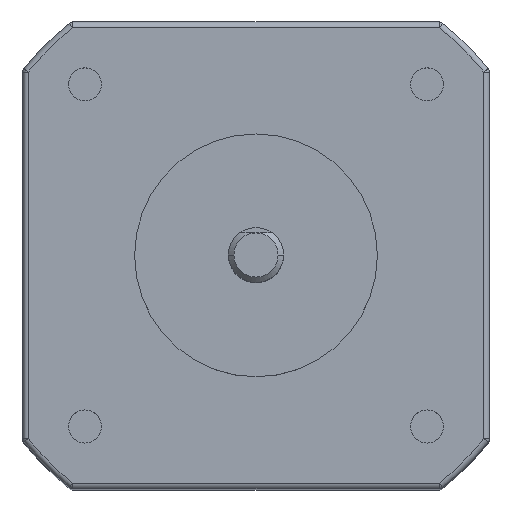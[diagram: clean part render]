
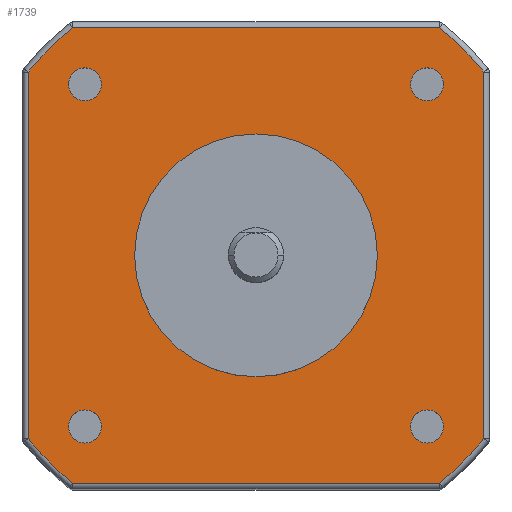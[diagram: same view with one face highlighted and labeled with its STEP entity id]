
A CAD part, top view. The second image highlights one B-rep face of the part: STEP entity #1739.
In plain terms, the highlighted planar face has unit normal (0, 0, 1).
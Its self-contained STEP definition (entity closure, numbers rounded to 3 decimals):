
#22=DIRECTION('',(-1.,0.,0.));
#23=VECTOR('',#22,33.216);
#24=CARTESIAN_POINT('',(16.608,-20.65,62.8));
#25=LINE('',#24,#23);
#65=DIRECTION('',(0.,1.,0.));
#66=VECTOR('',#65,33.216);
#67=CARTESIAN_POINT('',(-20.65,-16.608,62.8));
#68=LINE('',#67,#66);
#371=DIRECTION('',(0.,-1.,0.));
#372=VECTOR('',#371,33.216);
#373=CARTESIAN_POINT('',(20.65,16.608,62.8));
#374=LINE('',#373,#372);
#447=DIRECTION('',(1.,0.,0.));
#448=VECTOR('',#447,33.216);
#449=CARTESIAN_POINT('',(-16.608,20.65,62.8));
#450=LINE('',#449,#448);
#451=CARTESIAN_POINT('',(0.,0.,62.8));
#452=DIRECTION('',(0.,0.,1.));
#453=DIRECTION('',(-0.779,-0.627,0.));
#454=AXIS2_PLACEMENT_3D('',#451,#452,#453);
#456=CARTESIAN_POINT('',(0.,0.,62.8));
#457=DIRECTION('',(0.,0.,1.));
#458=DIRECTION('',(-0.627,0.779,0.));
#459=AXIS2_PLACEMENT_3D('',#456,#457,#458);
#461=CARTESIAN_POINT('',(0.,0.,62.8));
#462=DIRECTION('',(0.,0.,1.));
#463=DIRECTION('',(0.779,0.627,0.));
#464=AXIS2_PLACEMENT_3D('',#461,#462,#463);
#466=CARTESIAN_POINT('',(0.,0.,62.8));
#467=DIRECTION('',(0.,0.,1.));
#468=DIRECTION('',(0.627,-0.779,0.));
#469=AXIS2_PLACEMENT_3D('',#466,#467,#468);
#471=CARTESIAN_POINT('',(-15.5,15.5,62.8));
#472=DIRECTION('',(0.,0.,-1.));
#473=DIRECTION('',(-1.,0.,0.));
#474=AXIS2_PLACEMENT_3D('',#471,#472,#473);
#476=CARTESIAN_POINT('',(-15.5,15.5,62.8));
#477=DIRECTION('',(0.,0.,-1.));
#478=DIRECTION('',(1.,0.,0.));
#479=AXIS2_PLACEMENT_3D('',#476,#477,#478);
#481=CARTESIAN_POINT('',(-15.5,-15.5,62.8));
#482=DIRECTION('',(0.,0.,-1.));
#483=DIRECTION('',(-1.,0.,0.));
#484=AXIS2_PLACEMENT_3D('',#481,#482,#483);
#486=CARTESIAN_POINT('',(-15.5,-15.5,62.8));
#487=DIRECTION('',(0.,0.,-1.));
#488=DIRECTION('',(1.,0.,0.));
#489=AXIS2_PLACEMENT_3D('',#486,#487,#488);
#491=CARTESIAN_POINT('',(15.5,-15.5,62.8));
#492=DIRECTION('',(0.,0.,-1.));
#493=DIRECTION('',(-1.,0.,0.));
#494=AXIS2_PLACEMENT_3D('',#491,#492,#493);
#496=CARTESIAN_POINT('',(15.5,-15.5,62.8));
#497=DIRECTION('',(0.,0.,-1.));
#498=DIRECTION('',(1.,0.,0.));
#499=AXIS2_PLACEMENT_3D('',#496,#497,#498);
#501=CARTESIAN_POINT('',(15.5,15.5,62.8));
#502=DIRECTION('',(0.,0.,-1.));
#503=DIRECTION('',(-1.,0.,0.));
#504=AXIS2_PLACEMENT_3D('',#501,#502,#503);
#506=CARTESIAN_POINT('',(15.5,15.5,62.8));
#507=DIRECTION('',(0.,0.,-1.));
#508=DIRECTION('',(1.,0.,0.));
#509=AXIS2_PLACEMENT_3D('',#506,#507,#508);
#511=CARTESIAN_POINT('',(0.,0.,62.8));
#512=DIRECTION('',(0.,0.,-1.));
#513=DIRECTION('',(1.,0.,0.));
#514=AXIS2_PLACEMENT_3D('',#511,#512,#513);
#516=CARTESIAN_POINT('',(0.,0.,62.8));
#517=DIRECTION('',(0.,0.,-1.));
#518=DIRECTION('',(-1.,0.,0.));
#519=AXIS2_PLACEMENT_3D('',#516,#517,#518);
#817=CARTESIAN_POINT('',(16.608,-20.65,62.8));
#819=VERTEX_POINT('',#817);
#826=CARTESIAN_POINT('',(-20.65,16.608,62.8));
#828=VERTEX_POINT('',#826);
#829=CARTESIAN_POINT('',(-16.608,20.65,62.8));
#831=VERTEX_POINT('',#829);
#847=CARTESIAN_POINT('',(-20.65,-16.608,62.8));
#848=VERTEX_POINT('',#847);
#850=CARTESIAN_POINT('',(16.608,20.65,62.8));
#852=VERTEX_POINT('',#850);
#873=CARTESIAN_POINT('',(-16.608,-20.65,62.8));
#874=VERTEX_POINT('',#873);
#875=CARTESIAN_POINT('',(20.65,16.608,62.8));
#877=VERTEX_POINT('',#875);
#919=CARTESIAN_POINT('',(-17.,15.5,62.8));
#920=VERTEX_POINT('',#919);
#931=CARTESIAN_POINT('',(11.,0.,62.8));
#933=VERTEX_POINT('',#931);
#937=CARTESIAN_POINT('',(17.,-15.5,62.8));
#939=VERTEX_POINT('',#937);
#941=CARTESIAN_POINT('',(-14.,-15.5,62.8));
#943=VERTEX_POINT('',#941);
#947=CARTESIAN_POINT('',(14.,15.5,62.8));
#949=VERTEX_POINT('',#947);
#951=CARTESIAN_POINT('',(14.,-15.5,62.8));
#952=VERTEX_POINT('',#951);
#955=CARTESIAN_POINT('',(-14.,15.5,62.8));
#956=VERTEX_POINT('',#955);
#957=CARTESIAN_POINT('',(-17.,-15.5,62.8));
#958=VERTEX_POINT('',#957);
#959=CARTESIAN_POINT('',(17.,15.5,62.8));
#960=VERTEX_POINT('',#959);
#961=CARTESIAN_POINT('',(-11.,0.,62.8));
#962=VERTEX_POINT('',#961);
#969=CARTESIAN_POINT('',(20.65,-16.608,62.8));
#970=VERTEX_POINT('',#969);
#1694=CARTESIAN_POINT('',(0.,0.,62.8));
#1695=DIRECTION('',(0.,0.,1.));
#1696=DIRECTION('',(1.,0.,0.));
#1697=AXIS2_PLACEMENT_3D('',#1694,#1695,#1696);
#1698=PLANE('',#1697);
#1699=ORIENTED_EDGE('',*,*,#1051,.T.);
#1700=ORIENTED_EDGE('',*,*,#1079,.F.);
#1701=ORIENTED_EDGE('',*,*,#1107,.T.);
#1702=ORIENTED_EDGE('',*,*,#1135,.F.);
#1703=ORIENTED_EDGE('',*,*,#1689,.T.);
#1704=ORIENTED_EDGE('',*,*,#1598,.F.);
#1705=ORIENTED_EDGE('',*,*,#1571,.T.);
#1706=ORIENTED_EDGE('',*,*,#1022,.F.);
#1707=EDGE_LOOP('',(#1699,#1700,#1701,#1702,#1703,#1704,#1705,#1706));
#1708=FACE_OUTER_BOUND('',#1707,.F.);
#1710=ORIENTED_EDGE('',*,*,#1709,.F.);
#1712=ORIENTED_EDGE('',*,*,#1711,.F.);
#1713=EDGE_LOOP('',(#1710,#1712));
#1714=FACE_BOUND('',#1713,.F.);
#1716=ORIENTED_EDGE('',*,*,#1715,.F.);
#1718=ORIENTED_EDGE('',*,*,#1717,.F.);
#1719=EDGE_LOOP('',(#1716,#1718));
#1720=FACE_BOUND('',#1719,.F.);
#1722=ORIENTED_EDGE('',*,*,#1721,.F.);
#1724=ORIENTED_EDGE('',*,*,#1723,.F.);
#1725=EDGE_LOOP('',(#1722,#1724));
#1726=FACE_BOUND('',#1725,.F.);
#1728=ORIENTED_EDGE('',*,*,#1727,.F.);
#1730=ORIENTED_EDGE('',*,*,#1729,.F.);
#1731=EDGE_LOOP('',(#1728,#1730));
#1732=FACE_BOUND('',#1731,.F.);
#1734=ORIENTED_EDGE('',*,*,#1733,.F.);
#1736=ORIENTED_EDGE('',*,*,#1735,.F.);
#1737=EDGE_LOOP('',(#1734,#1736));
#1738=FACE_BOUND('',#1737,.F.);
#1739=ADVANCED_FACE('',(#1708,#1714,#1720,#1726,#1732,#1738),#1698,.T.);
#455=CIRCLE('',#454,26.5);
#460=CIRCLE('',#459,26.5);
#465=CIRCLE('',#464,26.5);
#470=CIRCLE('',#469,26.5);
#475=CIRCLE('',#474,1.5);
#480=CIRCLE('',#479,1.5);
#485=CIRCLE('',#484,1.5);
#490=CIRCLE('',#489,1.5);
#495=CIRCLE('',#494,1.5);
#500=CIRCLE('',#499,1.5);
#505=CIRCLE('',#504,1.5);
#510=CIRCLE('',#509,1.5);
#515=CIRCLE('',#514,11.);
#520=CIRCLE('',#519,11.);
#1022=EDGE_CURVE('',#819,#970,#470,.T.);
#1051=EDGE_CURVE('',#819,#874,#25,.T.);
#1079=EDGE_CURVE('',#848,#874,#455,.T.);
#1107=EDGE_CURVE('',#848,#828,#68,.T.);
#1135=EDGE_CURVE('',#831,#828,#460,.T.);
#1571=EDGE_CURVE('',#877,#970,#374,.T.);
#1598=EDGE_CURVE('',#877,#852,#465,.T.);
#1689=EDGE_CURVE('',#831,#852,#450,.T.);
#1709=EDGE_CURVE('',#920,#956,#475,.T.);
#1711=EDGE_CURVE('',#956,#920,#480,.T.);
#1715=EDGE_CURVE('',#958,#943,#485,.T.);
#1717=EDGE_CURVE('',#943,#958,#490,.T.);
#1721=EDGE_CURVE('',#952,#939,#495,.T.);
#1723=EDGE_CURVE('',#939,#952,#500,.T.);
#1727=EDGE_CURVE('',#949,#960,#505,.T.);
#1729=EDGE_CURVE('',#960,#949,#510,.T.);
#1733=EDGE_CURVE('',#933,#962,#515,.T.);
#1735=EDGE_CURVE('',#962,#933,#520,.T.);
